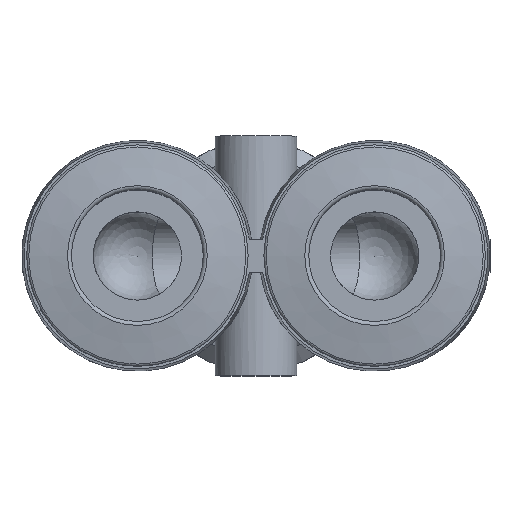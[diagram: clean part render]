
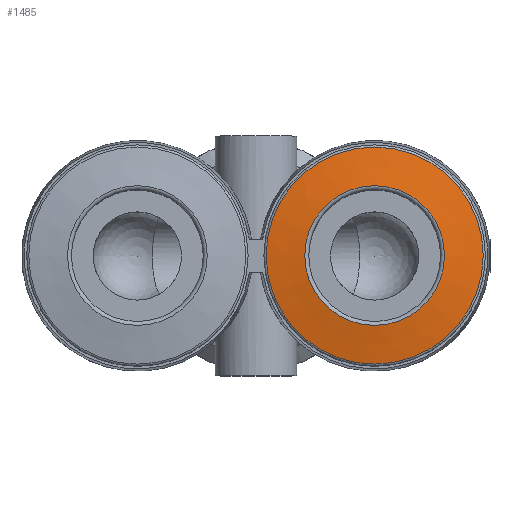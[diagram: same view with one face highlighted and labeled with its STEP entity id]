
A CAD part, top view. The second image highlights one B-rep face of the part: STEP entity #1485.
In plain terms, the highlighted conical face has half-angle 80 degrees and reference radius 8.235 mm.
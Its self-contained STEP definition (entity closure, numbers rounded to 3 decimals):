
#39=CONICAL_SURFACE('',#1670,8.235,1.396);
#233=CIRCLE('',#1669,8.235);
#234=CIRCLE('',#1671,5.3);
#478=ORIENTED_EDGE('',*,*,#820,.F.);
#479=ORIENTED_EDGE('',*,*,#819,.T.);
#819=EDGE_CURVE('',#985,#985,#233,.T.);
#820=EDGE_CURVE('',#986,#986,#234,.T.);
#985=VERTEX_POINT('',#2764);
#986=VERTEX_POINT('',#2767);
#1144=EDGE_LOOP('',(#478));
#1145=EDGE_LOOP('',(#479));
#1306=FACE_BOUND('',#1144,.T.);
#1307=FACE_BOUND('',#1145,.T.);
#1485=ADVANCED_FACE('',(#1306,#1307),#39,.T.);
#1669=AXIS2_PLACEMENT_3D('',#2763,#2019,#2020);
#1670=AXIS2_PLACEMENT_3D('',#2765,#2021,#2022);
#1671=AXIS2_PLACEMENT_3D('',#2766,#2023,#2024);
#2019=DIRECTION('',(0.,0.,1.));
#2020=DIRECTION('',(1.,0.,0.));
#2021=DIRECTION('',(0.,0.,-1.));
#2022=DIRECTION('',(-1.,0.,0.));
#2023=DIRECTION('',(0.,0.,1.));
#2024=DIRECTION('',(1.,0.,0.));
#2763=CARTESIAN_POINT('',(9.,0.,19.183));
#2764=CARTESIAN_POINT('',(17.235,0.,19.183));
#2765=CARTESIAN_POINT('',(9.,0.,19.183));
#2766=CARTESIAN_POINT('',(9.,0.,19.7));
#2767=CARTESIAN_POINT('',(14.3,0.,19.7));
